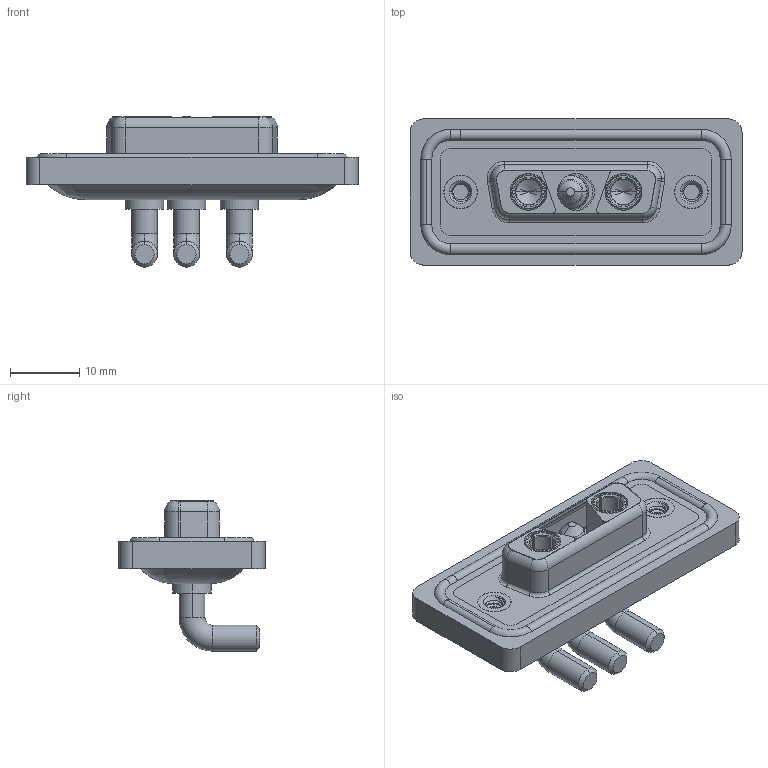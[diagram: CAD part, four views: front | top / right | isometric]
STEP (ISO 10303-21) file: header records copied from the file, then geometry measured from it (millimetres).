
FILE_DESCRIPTION (( 'STEP AP203' ), '1' );
FILE_NAME ('630W3WK3240-4N2.STEP', '2024-04-11T22:45:37', ( '' ), ( '' ), 'SwSTEP 2.0', 'SolidWorks 2023', '' );
FILE_SCHEMA (( 'CONFIG_CONTROL_DESIGN' ));
Length unit declared in the file: millimetre
Products named in the file (8): 630W3WK3240-4N2; 630Combo Shell Front_15 Contacts; Power Socket_40A RA; 630Combo Waterproof Housing_15 Contacts; 630Combo Housing_3WK3; 630Combo Threaded Rivet_2; 630Combo Shell Rear_15 Contacts; Power Pin_40A RA
Assembly tree (9 placements, depth 2):
  630W3WK3240-4N2
    630Combo Housing_3WK3
    630Combo Shell Front_15 Contacts
    630Combo Shell Rear_15 Contacts
    630Combo Threaded Rivet_2  x2
    Power Socket_40A RA  x2
    Power Pin_40A RA
    630Combo Waterproof Housing_15 Contacts
Bounding box: 47.9 x 21.1 x 21.68 mm (x, y, z)
Volume: 6250.2 mm3; surface area: 9869.6 mm2
Topology: 13 solids, 13 shells, 595 faces, 1488 edges, 938 vertices
Faces by surface type: cylinder 264, plane 178, torus 87, cone 53, bspline 13
Entity records: 17396 total; most frequent: CARTESIAN_POINT 4732, DIRECTION 2604, ORIENTED_EDGE 2406, EDGE_CURVE 1203, AXIS2_PLACEMENT_3D 1046, VERTEX_POINT 761, CIRCLE 554, EDGE_LOOP 538
